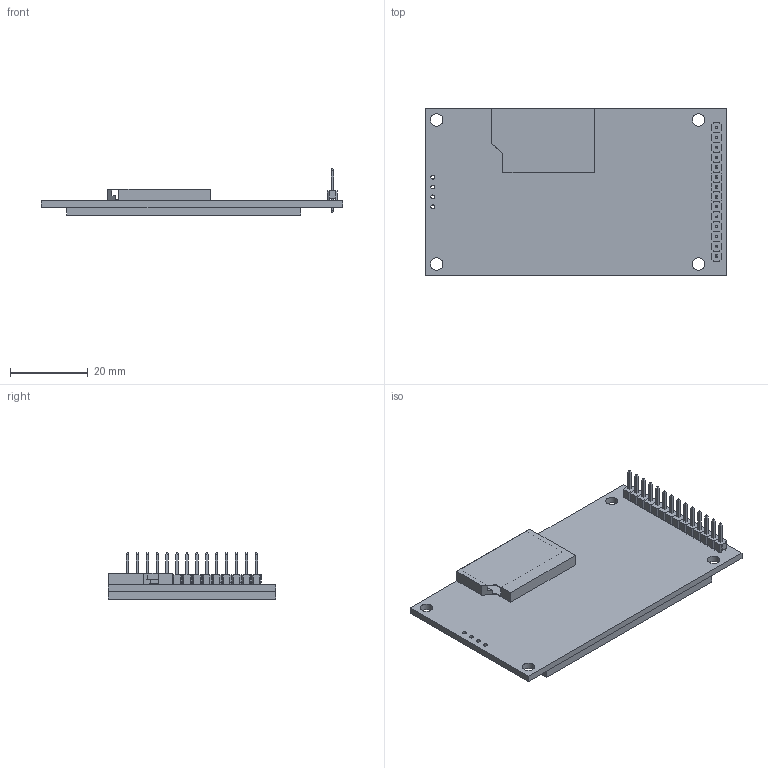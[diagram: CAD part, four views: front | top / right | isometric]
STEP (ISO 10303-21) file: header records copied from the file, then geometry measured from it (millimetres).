
FILE_DESCRIPTION(('FreeCAD Model'),'2;1');
FILE_NAME('2-4_tft_spi_240x320.step','2015-04-16T23:29:17',('FreeCAD'),( 'FreeCAD'),'Open CASCADE STEP processor 6.7','FreeCAD','Unknown');
FILE_SCHEMA(('AUTOMOTIVE_DESIGN_CC2 { 1 2 10303 214 -1 1 5 4 }'));
Length unit declared in the file: millimetre
Products named in the file (2): Pocket004; Shape
Bounding box: 77.5 x 43 x 11.9 mm (x, y, z)
Volume: 11261.6 mm3; surface area: 9343.7 mm2
Topology: 29 solids, 29 shells, 545 faces, 1287 edges, 800 vertices
Faces by surface type: plane 425, bspline 112, cylinder 8
Full cylindrical faces by diameter (mm): 1 x4, 3.2 x4
Entity records: 31908 total; most frequent: CARTESIAN_POINT 5879, DIRECTION 4489, LINE 3589, VECTOR 3589, ORIENTED_EDGE 2574, PCURVE 2574, DEFINITIONAL_REPRESENTATION 2574, EDGE_CURVE 1287
